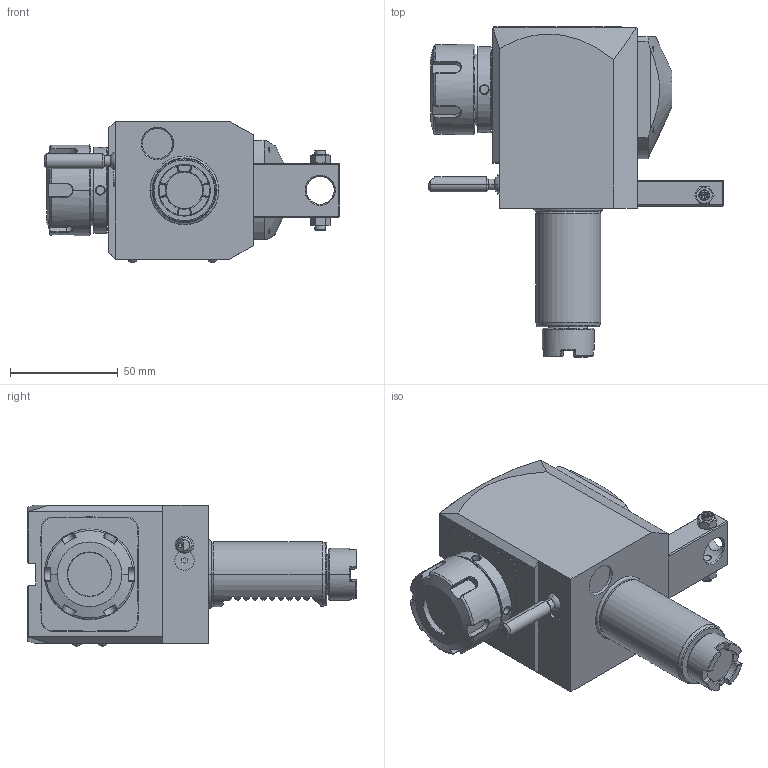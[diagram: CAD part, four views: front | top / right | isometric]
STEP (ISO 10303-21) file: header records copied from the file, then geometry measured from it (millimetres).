
FILE_DESCRIPTION((''),'2;1');
FILE_NAME('NGT1_30_251_25_1_2_55JB','2017-03-10T',('vali'),('NOVA GRUP'),'PRO/ENGINEER BY PARAMETRIC TECHNOLOGY CORPORATION, 2010280','PRO/ENGINEER BY PARAMETRIC TECHNOLOGY CORPORATION, 2010280','');
FILE_SCHEMA(('CONFIG_CONTROL_DESIGN'));
Length unit declared in the file: millimetre
Products named in the file (1): NGT1_30_251_25_1_2_55JB
Bounding box: 136.88 x 153 x 65.6 mm (x, y, z)
Volume: 459053.6 mm3; surface area: 49304.2 mm2
Topology: 1 solids, 1 shells, 477 faces, 1199 edges, 740 vertices
Faces by surface type: plane 209, cylinder 90, cone 84, bspline 72, torus 16, sphere 6
Entity records: 20118 total; most frequent: CARTESIAN_POINT 9586, ORIENTED_EDGE 2366, DIRECTION 1847, EDGE_CURVE 1183, VERTEX_POINT 740, AXIS2_PLACEMENT_3D 660, VECTOR 527, LINE 527
